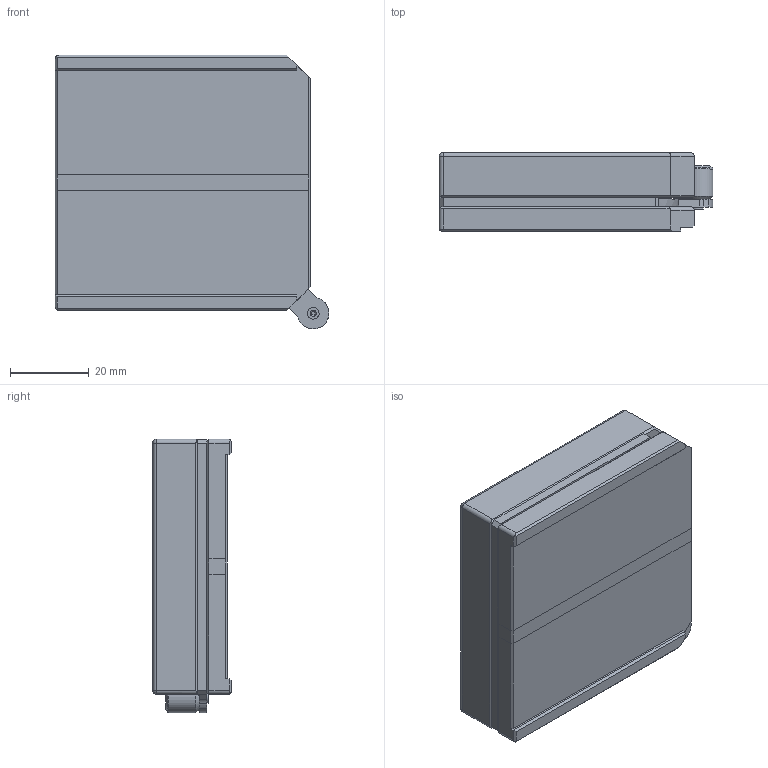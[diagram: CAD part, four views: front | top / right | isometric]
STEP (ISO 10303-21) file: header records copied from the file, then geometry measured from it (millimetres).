
FILE_DESCRIPTION (( 'STEP AP203' ), '1' );
FILE_NAME ('MMS65(«¬¿ý).STEP', '2013-10-09T05:29:18', ( '' ), ( '' ), 'SwSTEP 2.0', 'SolidWorks 2013', '' );
FILE_SCHEMA (( 'CONFIG_CONTROL_DESIGN' ));
Length unit declared in the file: centimetre
Products named in the file (2): Group1^MMS65(型錄); MMS65(型錄)
Assembly tree (1 placements, depth 2):
  MMS65(型錄)
    Group1^MMS65(型錄)
Bounding box: 69.73 x 20 x 69.73 mm (x, y, z)
Volume: 76311.1 mm3; surface area: 21887 mm2
Topology: 1 solids, 1 shells, 708 faces, 1870 edges, 1228 vertices
Faces by surface type: plane 458, bspline 136, cylinder 104, cone 6, torus 2, sphere 2
Entity records: 28634 total; most frequent: CARTESIAN_POINT 11722, ORIENTED_EDGE 3736, DIRECTION 2932, EDGE_CURVE 1868, LINE 1368, VECTOR 1368, VERTEX_POINT 1228, AXIS2_PLACEMENT_3D 782
